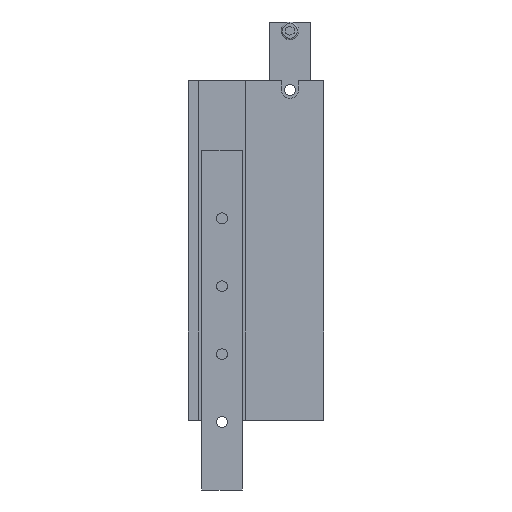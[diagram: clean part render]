
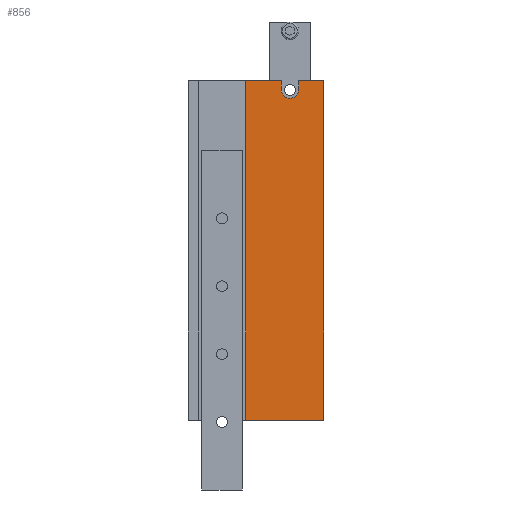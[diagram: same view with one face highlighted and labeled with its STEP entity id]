
A CAD part, left-side view. The second image highlights one B-rep face of the part: STEP entity #856.
In plain terms, the highlighted planar face has unit normal (-1, 0, 0).
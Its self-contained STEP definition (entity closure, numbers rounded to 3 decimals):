
#60 = ORIENTED_EDGE ( 'NONE', *, *, #1506, .T. ) ;
#69 = DIRECTION ( 'NONE',  ( 0., -1., 0. ) ) ;
#97 = LINE ( 'NONE', #1533, #604 ) ;
#114 = EDGE_CURVE ( 'NONE', #1669, #1745, #1411, .T. ) ;
#122 = ORIENTED_EDGE ( 'NONE', *, *, #796, .F. ) ;
#155 = CARTESIAN_POINT ( 'NONE',  ( 0., 18.5, 125. ) ) ;
#156 = LINE ( 'NONE', #916, #636 ) ;
#170 = CARTESIAN_POINT ( 'NONE',  ( 0., 57.5, 125. ) ) ;
#203 = VECTOR ( 'NONE', #1585, 1000. ) ;
#227 = EDGE_CURVE ( 'NONE', #1152, #1288, #156, .T. ) ;
#287 = CARTESIAN_POINT ( 'NONE',  ( 0., 25., 118.5 ) ) ;
#297 = DIRECTION ( 'NONE',  ( 1., 0., 0. ) ) ;
#364 = CARTESIAN_POINT ( 'NONE',  ( 0., 18.5, 125. ) ) ;
#368 = ORIENTED_EDGE ( 'NONE', *, *, #227, .F. ) ;
#422 = CIRCLE ( 'NONE', #1594, 6.5 ) ;
#435 = VERTEX_POINT ( 'NONE', #1164 ) ;
#451 = VERTEX_POINT ( 'NONE', #1667 ) ;
#522 = CARTESIAN_POINT ( 'NONE',  ( 0., 0., -125. ) ) ;
#542 = AXIS2_PLACEMENT_3D ( 'NONE', #1138, #1941, #1918 ) ;
#565 = CARTESIAN_POINT ( 'NONE',  ( 0., 25., 118.5 ) ) ;
#586 = CARTESIAN_POINT ( 'NONE',  ( 0., 0., 125. ) ) ;
#595 = DIRECTION ( 'NONE',  ( 0., -1., 0. ) ) ;
#602 = CARTESIAN_POINT ( 'NONE',  ( 0., 31.5, 118.5 ) ) ;
#604 = VECTOR ( 'NONE', #69, 1000. ) ;
#620 = LINE ( 'NONE', #1573, #203 ) ;
#636 = VECTOR ( 'NONE', #1095, 1000. ) ;
#776 = CARTESIAN_POINT ( 'NONE',  ( 0., 0., -125. ) ) ;
#796 = EDGE_CURVE ( 'NONE', #1334, #435, #1415, .T. ) ;
#813 = PLANE ( 'NONE',  #542 ) ;
#832 = ORIENTED_EDGE ( 'NONE', *, *, #1491, .T. ) ;
#847 = CARTESIAN_POINT ( 'NONE',  ( 0., 25., 112. ) ) ;
#856 = ADVANCED_FACE ( 'NONE', ( #1365 ), #813, .F. ) ;
#916 = CARTESIAN_POINT ( 'NONE',  ( 0., 0., 125. ) ) ;
#927 = DIRECTION ( 'NONE',  ( 0., 0., -1. ) ) ;
#945 = LINE ( 'NONE', #1282, #1364 ) ;
#960 = ORIENTED_EDGE ( 'NONE', *, *, #114, .T. ) ;
#1068 = DIRECTION ( 'NONE',  ( 0., -1., 0. ) ) ;
#1071 = DIRECTION ( 'NONE',  ( 0., 0., -1. ) ) ;
#1094 = DIRECTION ( 'NONE',  ( 0., 0., 1. ) ) ;
#1095 = DIRECTION ( 'NONE',  ( 0., 0., -1. ) ) ;
#1128 = EDGE_CURVE ( 'NONE', #451, #1288, #1924, .T. ) ;
#1138 = CARTESIAN_POINT ( 'NONE',  ( 0., 0., 125. ) ) ;
#1152 = VERTEX_POINT ( 'NONE', #1755 ) ;
#1164 = CARTESIAN_POINT ( 'NONE',  ( 0., 31.5, 125. ) ) ;
#1282 = CARTESIAN_POINT ( 'NONE',  ( 0., 31.5, 118.5 ) ) ;
#1288 = VERTEX_POINT ( 'NONE', #522 ) ;
#1334 = VERTEX_POINT ( 'NONE', #170 ) ;
#1340 = VECTOR ( 'NONE', #1068, 1000. ) ;
#1364 = VECTOR ( 'NONE', #1094, 1000. ) ;
#1365 = FACE_OUTER_BOUND ( 'NONE', #1408, .T. ) ;
#1408 = EDGE_LOOP ( 'NONE', ( #1484, #960, #1678, #60, #1617, #122, #832, #1935, #368 ) ) ;
#1411 = LINE ( 'NONE', #155, #1652 ) ;
#1415 = LINE ( 'NONE', #586, #1890 ) ;
#1449 = CARTESIAN_POINT ( 'NONE',  ( 0., 18.5, 118.5 ) ) ;
#1457 = EDGE_CURVE ( 'NONE', #1745, #1842, #422, .T. ) ;
#1484 = ORIENTED_EDGE ( 'NONE', *, *, #1827, .F. ) ;
#1491 = EDGE_CURVE ( 'NONE', #1334, #451, #620, .T. ) ;
#1506 = EDGE_CURVE ( 'NONE', #1842, #1972, #1685, .T. ) ;
#1533 = CARTESIAN_POINT ( 'NONE',  ( 0., 0., 125. ) ) ;
#1573 = CARTESIAN_POINT ( 'NONE',  ( 0., 57.5, 125. ) ) ;
#1585 = DIRECTION ( 'NONE',  ( 0., 0., -1. ) ) ;
#1594 = AXIS2_PLACEMENT_3D ( 'NONE', #565, #1861, #1702 ) ;
#1617 = ORIENTED_EDGE ( 'NONE', *, *, #1619, .T. ) ;
#1619 = EDGE_CURVE ( 'NONE', #1972, #435, #945, .T. ) ;
#1652 = VECTOR ( 'NONE', #1071, 1000. ) ;
#1667 = CARTESIAN_POINT ( 'NONE',  ( 0., 57.5, -125. ) ) ;
#1669 = VERTEX_POINT ( 'NONE', #364 ) ;
#1678 = ORIENTED_EDGE ( 'NONE', *, *, #1457, .T. ) ;
#1685 = CIRCLE ( 'NONE', #1852, 6.5 ) ;
#1702 = DIRECTION ( 'NONE',  ( 0., 0., -1. ) ) ;
#1745 = VERTEX_POINT ( 'NONE', #1449 ) ;
#1755 = CARTESIAN_POINT ( 'NONE',  ( 0., 0., 125. ) ) ;
#1827 = EDGE_CURVE ( 'NONE', #1669, #1152, #97, .T. ) ;
#1842 = VERTEX_POINT ( 'NONE', #847 ) ;
#1852 = AXIS2_PLACEMENT_3D ( 'NONE', #287, #297, #927 ) ;
#1861 = DIRECTION ( 'NONE',  ( 1., 0., 0. ) ) ;
#1890 = VECTOR ( 'NONE', #595, 1000. ) ;
#1918 = DIRECTION ( 'NONE',  ( 0., 0., -1. ) ) ;
#1924 = LINE ( 'NONE', #776, #1340 ) ;
#1935 = ORIENTED_EDGE ( 'NONE', *, *, #1128, .T. ) ;
#1941 = DIRECTION ( 'NONE',  ( 1., 0., 0. ) ) ;
#1972 = VERTEX_POINT ( 'NONE', #602 ) ;
